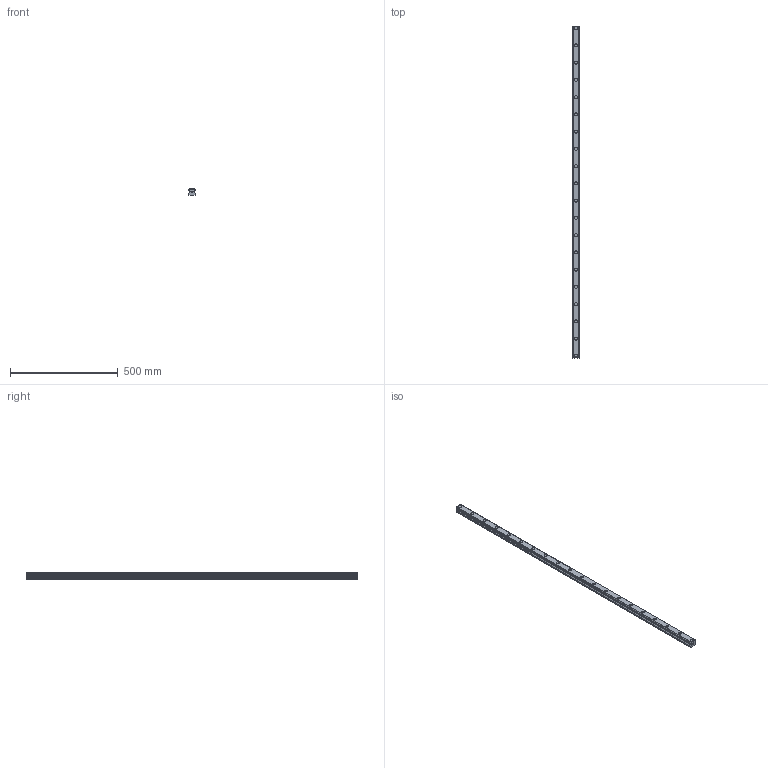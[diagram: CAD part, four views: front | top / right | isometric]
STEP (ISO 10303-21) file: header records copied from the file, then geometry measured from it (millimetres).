
FILE_DESCRIPTION(('STEP AP214'),'1');
FILE_NAME('cctmp_F5E9D7A9-2D80-4089-9A89-560434595867_2020_6_30_9_49_29_760..stp','2020-06-30T07:49:30',('HIWIN GmbH'),('CADClick - www.CADClick.com'),'Spatial InterOp 3D',' ','unknown authorization');
FILE_SCHEMA(('AUTOMOTIVE_DESIGN'));
Length unit declared in the file: millimetre
Products named in the file (1): HGR35R1540H_FILE
Bounding box: 34 x 1540 x 29 mm (x, y, z)
Volume: 1256409 mm3; surface area: 224703.8 mm2
Topology: 1 solids, 1 shells, 295 faces, 687 edges, 458 vertices
Faces by surface type: plane 153, cylinder 142
Entity records: 10889 total; most frequent: DIRECTION 1563, CARTESIAN_POINT 1441, ORIENTED_EDGE 1374, EDGE_CURVE 687, AXIS2_PLACEMENT_3D 580, VERTEX_POINT 458, LINE 403, VECTOR 403
